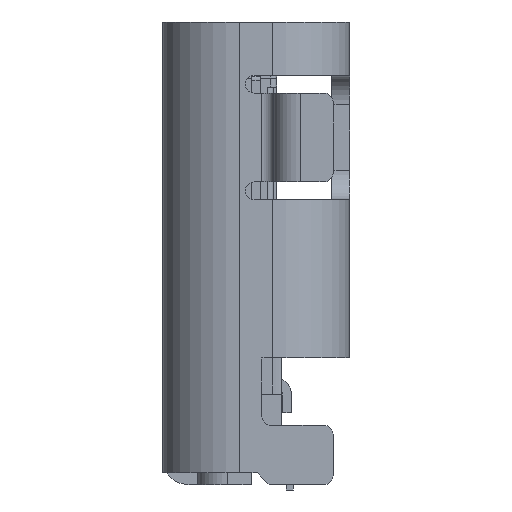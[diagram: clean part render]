
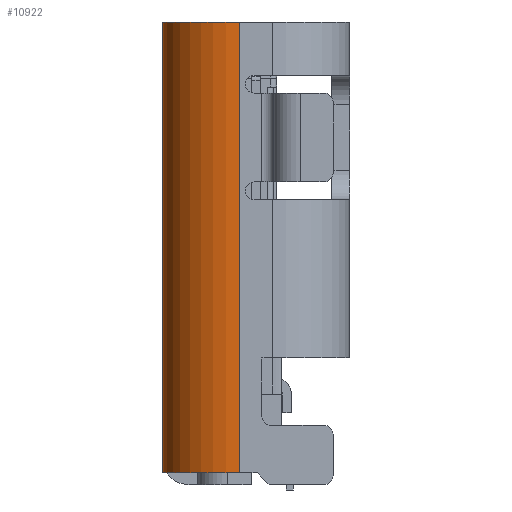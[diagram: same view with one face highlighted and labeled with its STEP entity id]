
A CAD part, left-side view. The second image highlights one B-rep face of the part: STEP entity #10922.
In plain terms, the highlighted cylindrical face has radius 1.3 mm (diameter 2.6 mm), a partial arc.
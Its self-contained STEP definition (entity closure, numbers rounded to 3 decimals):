
#1639=CARTESIAN_POINT('',(2.357,5.322,-3.59));
#1640=DIRECTION('',(0.,0.,-1.));
#1641=DIRECTION('',(-1.,0.,0.));
#1642=AXIS2_PLACEMENT_3D('',#1639,#1640,#1641);
#1657=DIRECTION('',(0.,0.,-1.));
#1658=VECTOR('',#1657,7.61);
#1659=CARTESIAN_POINT('',(2.357,6.622,4.02));
#1660=LINE('',#1659,#1658);
#1661=DIRECTION('',(0.,0.,1.));
#1662=VECTOR('',#1661,7.61);
#1663=CARTESIAN_POINT('',(1.057,5.322,-3.59));
#1664=LINE('',#1663,#1662);
#1710=CARTESIAN_POINT('',(2.357,5.322,4.02));
#1711=DIRECTION('',(0.,0.,1.));
#1712=DIRECTION('',(0.,1.,0.));
#1713=AXIS2_PLACEMENT_3D('',#1710,#1711,#1712);
#6759=CARTESIAN_POINT('',(2.357,6.622,-3.59));
#6760=VERTEX_POINT('',#6759);
#6761=CARTESIAN_POINT('',(2.357,6.622,4.02));
#6762=VERTEX_POINT('',#6761);
#7402=CARTESIAN_POINT('',(1.057,5.322,4.02));
#7403=VERTEX_POINT('',#7402);
#7568=CARTESIAN_POINT('',(1.057,5.322,-3.59));
#7569=VERTEX_POINT('',#7568);
#10910=CARTESIAN_POINT('',(2.357,5.322,-0.98));
#10911=DIRECTION('',(0.,0.,-1.));
#10912=DIRECTION('',(-1.,0.,0.));
#10913=AXIS2_PLACEMENT_3D('',#10910,#10911,#10912);
#10914=CYLINDRICAL_SURFACE('',#10913,1.3);
#10915=ORIENTED_EDGE('',*,*,#10899,.T.);
#10916=ORIENTED_EDGE('',*,*,#9319,.F.);
#10918=ORIENTED_EDGE('',*,*,#10917,.T.);
#10919=ORIENTED_EDGE('',*,*,#10652,.F.);
#10920=EDGE_LOOP('',(#10915,#10916,#10918,#10919));
#10921=FACE_OUTER_BOUND('',#10920,.F.);
#10922=ADVANCED_FACE('',(#10921),#10914,.T.);
#1643=CIRCLE('',#1642,1.3);
#1714=CIRCLE('',#1713,1.3);
#9319=EDGE_CURVE('',#6762,#6760,#1660,.T.);
#10652=EDGE_CURVE('',#7569,#7403,#1664,.T.);
#10899=EDGE_CURVE('',#7569,#6760,#1643,.T.);
#10917=EDGE_CURVE('',#6762,#7403,#1714,.T.);
